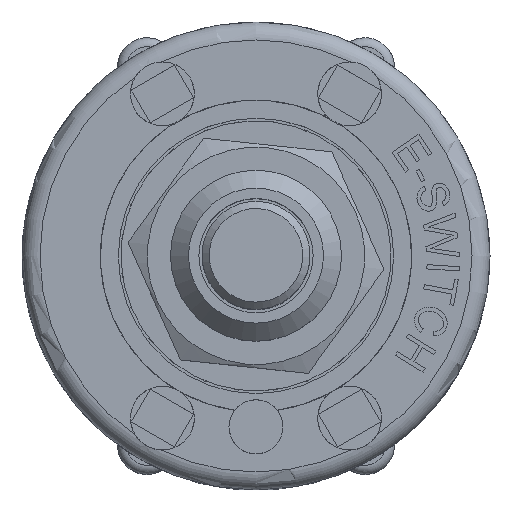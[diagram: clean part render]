
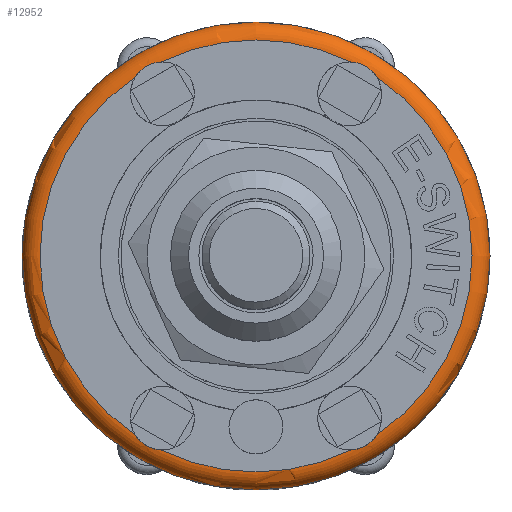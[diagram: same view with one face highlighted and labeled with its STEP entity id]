
A CAD part, top view. The second image highlights one B-rep face of the part: STEP entity #12952.
In plain terms, the highlighted toroidal (fillet/blend) face has major radius 12 mm and minor radius 1 mm.
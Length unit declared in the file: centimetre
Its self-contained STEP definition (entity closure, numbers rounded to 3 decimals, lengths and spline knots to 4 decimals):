
#26=TOROIDAL_SURFACE('',#13631,1.2,0.1);
#661=B_SPLINE_CURVE_WITH_KNOTS('',3,(#22449,#22450,#22451,#22452,#22453,
#22454,#22455,#22456,#22457,#22458,#22459,#22460),.UNSPECIFIED.,.F.,.F.,
(4,2,2,2,2,4),(-0.2692,-0.2446,-0.216,
-0.1921,-0.1645,-0.1357),.UNSPECIFIED.);
#662=B_SPLINE_CURVE_WITH_KNOTS('',3,(#22472,#22473,#22474,#22475,#22476,
#22477,#22478,#22479,#22480,#22481,#22482,#22483),.UNSPECIFIED.,.F.,.F.,
(4,2,2,2,2,4),(-0.2692,-0.2446,-0.216,
-0.1921,-0.1645,-0.1357),.UNSPECIFIED.);
#663=B_SPLINE_CURVE_WITH_KNOTS('',3,(#22500,#22501,#22502,#22503,#22504,
#22505,#22506,#22507,#22508,#22509,#22510,#22511),.UNSPECIFIED.,.F.,.F.,
(4,2,2,2,2,4),(-0.2692,-0.2446,-0.216,
-0.1921,-0.1645,-0.1357),.UNSPECIFIED.);
#664=B_SPLINE_CURVE_WITH_KNOTS('',3,(#22533,#22534,#22535,#22536,#22537,
#22538,#22539,#22540,#22541,#22542,#22543,#22544),.UNSPECIFIED.,.F.,.F.,
(4,2,2,2,2,4),(-0.2692,-0.2446,-0.216,
-0.1921,-0.1645,-0.1357),.UNSPECIFIED.);
#1816=FACE_OUTER_BOUND('',#2595,.T.);
#2595=EDGE_LOOP('',(#11979,#11980,#11981,#11982,#11983,#11984,#11985,#11986,
#11987,#11988,#11989,#11990));
#5433=CIRCLE('',#13584,1.3);
#5460=CIRCLE('',#13632,0.1);
#5461=CIRCLE('',#13633,1.2);
#5462=CIRCLE('',#13634,1.2);
#5463=CIRCLE('',#13635,1.2);
#5464=CIRCLE('',#13636,1.2);
#5465=CIRCLE('',#13637,1.2);
#6653=VERTEX_POINT('',#22411);
#6661=VERTEX_POINT('',#22447);
#6662=VERTEX_POINT('',#22448);
#6665=VERTEX_POINT('',#22470);
#6666=VERTEX_POINT('',#22471);
#6671=VERTEX_POINT('',#22498);
#6672=VERTEX_POINT('',#22499);
#6679=VERTEX_POINT('',#22531);
#6680=VERTEX_POINT('',#22532);
#6683=VERTEX_POINT('',#22554);
#8463=EDGE_CURVE('',#6653,#6653,#5433,.T.);
#8481=EDGE_CURVE('',#6661,#6662,#661,.T.);
#8487=EDGE_CURVE('',#6665,#6666,#662,.T.);
#8495=EDGE_CURVE('',#6671,#6672,#663,.T.);
#8505=EDGE_CURVE('',#6679,#6680,#664,.T.);
#8511=EDGE_CURVE('',#6653,#6683,#5460,.T.);
#8512=EDGE_CURVE('',#6683,#6671,#5461,.T.);
#8513=EDGE_CURVE('',#6672,#6665,#5462,.T.);
#8514=EDGE_CURVE('',#6666,#6661,#5463,.T.);
#8515=EDGE_CURVE('',#6662,#6679,#5464,.T.);
#8516=EDGE_CURVE('',#6680,#6683,#5465,.T.);
#11979=ORIENTED_EDGE('',*,*,#8463,.T.);
#11980=ORIENTED_EDGE('',*,*,#8511,.T.);
#11981=ORIENTED_EDGE('',*,*,#8512,.T.);
#11982=ORIENTED_EDGE('',*,*,#8495,.T.);
#11983=ORIENTED_EDGE('',*,*,#8513,.T.);
#11984=ORIENTED_EDGE('',*,*,#8487,.T.);
#11985=ORIENTED_EDGE('',*,*,#8514,.T.);
#11986=ORIENTED_EDGE('',*,*,#8481,.T.);
#11987=ORIENTED_EDGE('',*,*,#8515,.T.);
#11988=ORIENTED_EDGE('',*,*,#8505,.T.);
#11989=ORIENTED_EDGE('',*,*,#8516,.T.);
#11990=ORIENTED_EDGE('',*,*,#8511,.F.);
#12952=ADVANCED_FACE('',(#1816),#26,.T.);
#13584=AXIS2_PLACEMENT_3D('',#22412,#16136,#16137);
#13631=AXIS2_PLACEMENT_3D('',#22553,#16247,#16248);
#13632=AXIS2_PLACEMENT_3D('',#22555,#16249,#16250);
#13633=AXIS2_PLACEMENT_3D('',#22556,#16251,#16252);
#13634=AXIS2_PLACEMENT_3D('',#22557,#16253,#16254);
#13635=AXIS2_PLACEMENT_3D('',#22558,#16255,#16256);
#13636=AXIS2_PLACEMENT_3D('',#22559,#16257,#16258);
#13637=AXIS2_PLACEMENT_3D('',#22560,#16259,#16260);
#16136=DIRECTION('center_axis',(0.,0.,1.));
#16137=DIRECTION('ref_axis',(-1.,0.,0.));
#16247=DIRECTION('center_axis',(0.,0.,-1.));
#16248=DIRECTION('ref_axis',(-1.,0.,0.));
#16249=DIRECTION('center_axis',(0.,-1.,0.));
#16250=DIRECTION('ref_axis',(1.,0.,0.));
#16251=DIRECTION('center_axis',(0.,0.,-1.));
#16252=DIRECTION('ref_axis',(-1.,0.,0.));
#16253=DIRECTION('center_axis',(0.,0.,-1.));
#16254=DIRECTION('ref_axis',(-1.,0.,0.));
#16255=DIRECTION('center_axis',(0.,0.,-1.));
#16256=DIRECTION('ref_axis',(-1.,0.,0.));
#16257=DIRECTION('center_axis',(0.,0.,-1.));
#16258=DIRECTION('ref_axis',(-1.,0.,0.));
#16259=DIRECTION('center_axis',(0.,0.,-1.));
#16260=DIRECTION('ref_axis',(-1.,0.,0.));
#22411=CARTESIAN_POINT('',(1.3,0.,0.95));
#22412=CARTESIAN_POINT('Origin',(0.,0.,0.95));
#22447=CARTESIAN_POINT('',(-0.67,0.9955,1.05));
#22448=CARTESIAN_POINT('',(-0.5271,1.078,1.05));
#22449=CARTESIAN_POINT('Ctrl Pts',(-0.67,0.9955,
1.05));
#22450=CARTESIAN_POINT('Ctrl Pts',(-0.6646,1.0041,
1.05));
#22451=CARTESIAN_POINT('Ctrl Pts',(-0.6583,1.0124,
1.0498));
#22452=CARTESIAN_POINT('Ctrl Pts',(-0.6428,1.0294,
1.0491));
#22453=CARTESIAN_POINT('Ctrl Pts',(-0.6335,1.0377,
1.0488));
#22454=CARTESIAN_POINT('Ctrl Pts',(-0.615,1.051,1.0484));
#22455=CARTESIAN_POINT('Ctrl Pts',(-0.6061,1.0563,
1.0484));
#22456=CARTESIAN_POINT('Ctrl Pts',(-0.5859,1.0659,1.0487));
#22457=CARTESIAN_POINT('Ctrl Pts',(-0.5747,1.07,1.049));
#22458=CARTESIAN_POINT('Ctrl Pts',(-0.551,1.0759,1.0497));
#22459=CARTESIAN_POINT('Ctrl Pts',(-0.539,1.0775,
1.05));
#22460=CARTESIAN_POINT('Ctrl Pts',(-0.5271,1.078,
1.05));
#22470=CARTESIAN_POINT('',(-0.5271,-1.078,1.05));
#22471=CARTESIAN_POINT('',(-0.67,-0.9955,1.05));
#22472=CARTESIAN_POINT('Ctrl Pts',(-0.5271,-1.078,
1.05));
#22473=CARTESIAN_POINT('Ctrl Pts',(-0.5373,-1.0776,
1.05));
#22474=CARTESIAN_POINT('Ctrl Pts',(-0.5476,-1.0763,
1.0498));
#22475=CARTESIAN_POINT('Ctrl Pts',(-0.5701,-1.0714,1.0491));
#22476=CARTESIAN_POINT('Ctrl Pts',(-0.5819,-1.0675,
1.0488));
#22477=CARTESIAN_POINT('Ctrl Pts',(-0.6027,-1.0581,
1.0484));
#22478=CARTESIAN_POINT('Ctrl Pts',(-0.6117,-1.053,
1.0484));
#22479=CARTESIAN_POINT('Ctrl Pts',(-0.6301,-1.0404,
1.0487));
#22480=CARTESIAN_POINT('Ctrl Pts',(-0.6393,-1.0327,
1.049));
#22481=CARTESIAN_POINT('Ctrl Pts',(-0.6562,-1.0151,
1.0497));
#22482=CARTESIAN_POINT('Ctrl Pts',(-0.6637,-1.0055,
1.05));
#22483=CARTESIAN_POINT('Ctrl Pts',(-0.67,-0.9955,
1.05));
#22498=CARTESIAN_POINT('',(0.67,-0.9955,1.05));
#22499=CARTESIAN_POINT('',(0.5271,-1.078,1.05));
#22500=CARTESIAN_POINT('Ctrl Pts',(0.67,-0.9955,
1.05));
#22501=CARTESIAN_POINT('Ctrl Pts',(0.6646,-1.0041,
1.05));
#22502=CARTESIAN_POINT('Ctrl Pts',(0.6583,-1.0124,
1.0498));
#22503=CARTESIAN_POINT('Ctrl Pts',(0.6428,-1.0294,
1.0491));
#22504=CARTESIAN_POINT('Ctrl Pts',(0.6335,-1.0377,
1.0488));
#22505=CARTESIAN_POINT('Ctrl Pts',(0.615,-1.051,
1.0484));
#22506=CARTESIAN_POINT('Ctrl Pts',(0.6061,-1.0563,
1.0484));
#22507=CARTESIAN_POINT('Ctrl Pts',(0.5859,-1.0659,1.0487));
#22508=CARTESIAN_POINT('Ctrl Pts',(0.5747,-1.07,1.049));
#22509=CARTESIAN_POINT('Ctrl Pts',(0.551,-1.0759,
1.0497));
#22510=CARTESIAN_POINT('Ctrl Pts',(0.539,-1.0775,
1.05));
#22511=CARTESIAN_POINT('Ctrl Pts',(0.5271,-1.078,
1.05));
#22531=CARTESIAN_POINT('',(0.5271,1.078,1.05));
#22532=CARTESIAN_POINT('',(0.67,0.9955,1.05));
#22533=CARTESIAN_POINT('Ctrl Pts',(0.5271,1.078,1.05));
#22534=CARTESIAN_POINT('Ctrl Pts',(0.5373,1.0776,1.05));
#22535=CARTESIAN_POINT('Ctrl Pts',(0.5476,1.0763,1.0498));
#22536=CARTESIAN_POINT('Ctrl Pts',(0.5701,1.0714,1.0491));
#22537=CARTESIAN_POINT('Ctrl Pts',(0.5819,1.0675,1.0488));
#22538=CARTESIAN_POINT('Ctrl Pts',(0.6027,1.0581,1.0484));
#22539=CARTESIAN_POINT('Ctrl Pts',(0.6117,1.053,1.0484));
#22540=CARTESIAN_POINT('Ctrl Pts',(0.6301,1.0404,1.0487));
#22541=CARTESIAN_POINT('Ctrl Pts',(0.6393,1.0327,1.049));
#22542=CARTESIAN_POINT('Ctrl Pts',(0.6562,1.0151,1.0497));
#22543=CARTESIAN_POINT('Ctrl Pts',(0.6637,1.0055,1.05));
#22544=CARTESIAN_POINT('Ctrl Pts',(0.67,0.9955,
1.05));
#22553=CARTESIAN_POINT('Origin',(0.,0.,0.95));
#22554=CARTESIAN_POINT('',(1.2,0.,1.05));
#22555=CARTESIAN_POINT('Origin',(1.2,0.,0.95));
#22556=CARTESIAN_POINT('Origin',(0.,0.,1.05));
#22557=CARTESIAN_POINT('Origin',(0.,0.,1.05));
#22558=CARTESIAN_POINT('Origin',(0.,0.,1.05));
#22559=CARTESIAN_POINT('Origin',(0.,0.,1.05));
#22560=CARTESIAN_POINT('Origin',(0.,0.,1.05));
